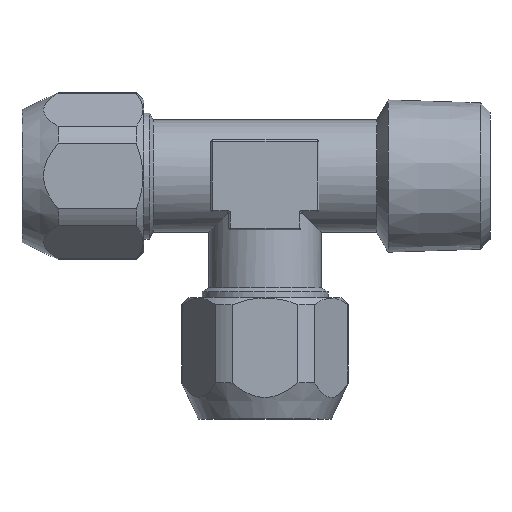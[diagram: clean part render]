
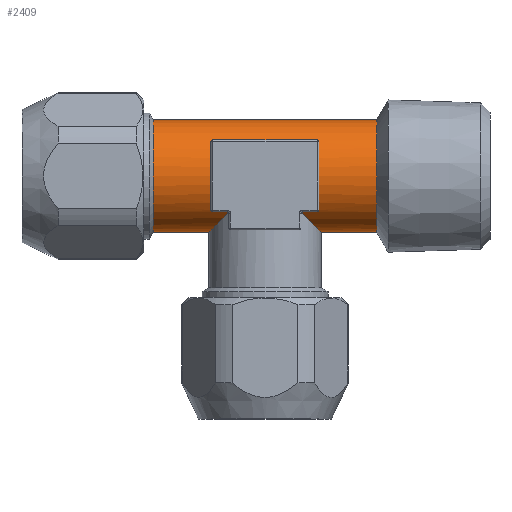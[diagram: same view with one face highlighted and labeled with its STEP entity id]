
A CAD part, top view. The second image highlights one B-rep face of the part: STEP entity #2409.
In plain terms, the highlighted cylindrical face has radius 6.25 mm (diameter 12.5 mm), a partial arc.
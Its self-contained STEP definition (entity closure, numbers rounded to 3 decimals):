
#88=CARTESIAN_POINT('',(4.059,-4.059,4.753));
#89=CARTESIAN_POINT('',(4.354,-4.354,4.501));
#90=CARTESIAN_POINT('',(4.885,-4.885,3.951));
#91=CARTESIAN_POINT('',(5.498,-5.498,3.037));
#92=CARTESIAN_POINT('',(5.935,-5.935,2.056));
#93=CARTESIAN_POINT('',(6.196,-6.196,1.019));
#94=CARTESIAN_POINT('',(6.25,-6.25,0.336));
#95=CARTESIAN_POINT('',(6.25,-6.25,0.));
#97=DIRECTION('',(-1.,0.,0.));
#98=VECTOR('',#97,11.6);
#99=CARTESIAN_POINT('',(5.8,4.,4.802));
#100=LINE('',#99,#98);
#101=CARTESIAN_POINT('',(-4.059,-4.059,4.753));
#102=CARTESIAN_POINT('',(-4.25,-4.25,4.59));
#103=CARTESIAN_POINT('',(-4.606,-4.606,4.245));
#104=CARTESIAN_POINT('',(-5.055,-5.055,3.698));
#105=CARTESIAN_POINT('',(-5.444,-5.444,3.099));
#106=CARTESIAN_POINT('',(-5.781,-5.781,2.419));
#107=CARTESIAN_POINT('',(-6.046,-6.046,1.654));
#108=CARTESIAN_POINT('',(-6.213,-6.213,
0.833));
#109=CARTESIAN_POINT('',(-6.25,-6.25,0.278));
#110=CARTESIAN_POINT('',(-6.25,-6.25,0.));
#116=DIRECTION('',(1.,0.,0.));
#117=VECTOR('',#116,6.162);
#118=CARTESIAN_POINT('',(6.25,-6.25,0.));
#119=LINE('',#118,#117);
#120=DIRECTION('',(-1.,0.,0.));
#121=VECTOR('',#120,24.825);
#122=CARTESIAN_POINT('',(12.412,6.25,0.));
#123=LINE('',#122,#121);
#124=DIRECTION('',(-1.,0.,0.));
#125=VECTOR('',#124,6.162);
#126=CARTESIAN_POINT('',(-6.25,-6.25,0.));
#127=LINE('',#126,#125);
#163=CARTESIAN_POINT('',(5.8,4.,4.802));
#164=CARTESIAN_POINT('',(5.826,4.,4.802));
#165=CARTESIAN_POINT('',(5.878,3.99,4.811));
#166=CARTESIAN_POINT('',(5.944,3.946,4.847));
#167=CARTESIAN_POINT('',(5.988,3.881,4.899));
#168=CARTESIAN_POINT('',(6.,3.828,4.941));
#169=CARTESIAN_POINT('',(6.,3.8,4.962));
#189=CARTESIAN_POINT('',(6.,0.,0.));
#190=DIRECTION('',(1.,0.,0.));
#191=DIRECTION('',(0.,0.608,0.794));
#192=AXIS2_PLACEMENT_3D('',#189,#190,#191);
#223=CARTESIAN_POINT('',(6.,-3.8,4.962));
#224=CARTESIAN_POINT('',(6.,-3.828,4.941));
#225=CARTESIAN_POINT('',(5.988,-3.881,4.899));
#226=CARTESIAN_POINT('',(5.944,-3.946,4.847));
#227=CARTESIAN_POINT('',(5.877,-3.99,4.811));
#228=CARTESIAN_POINT('',(5.826,-4.,4.802));
#229=CARTESIAN_POINT('',(5.8,-4.,4.802));
#249=DIRECTION('',(1.,0.,0.));
#250=VECTOR('',#249,1.6);
#251=CARTESIAN_POINT('',(4.2,-4.,4.802));
#252=LINE('',#251,#250);
#281=CARTESIAN_POINT('',(4.2,-4.,4.802));
#282=CARTESIAN_POINT('',(4.173,-4.,4.802));
#283=CARTESIAN_POINT('',(4.12,-4.011,4.793));
#284=CARTESIAN_POINT('',(4.077,-4.04,4.769));
#285=CARTESIAN_POINT('',(4.059,-4.059,4.753));
#495=CARTESIAN_POINT('',(-4.059,-4.059,4.753));
#496=CARTESIAN_POINT('',(-4.076,-4.041,4.768));
#497=CARTESIAN_POINT('',(-4.119,-4.012,4.793));
#498=CARTESIAN_POINT('',(-4.172,-4.,4.802));
#499=CARTESIAN_POINT('',(-4.2,-4.,4.802));
#523=DIRECTION('',(1.,0.,0.));
#524=VECTOR('',#523,1.6);
#525=CARTESIAN_POINT('',(-5.8,-4.,4.802));
#526=LINE('',#525,#524);
#555=CARTESIAN_POINT('',(-5.8,-4.,4.802));
#556=CARTESIAN_POINT('',(-5.836,-4.,4.802));
#557=CARTESIAN_POINT('',(-5.906,-3.98,4.819));
#558=CARTESIAN_POINT('',(-5.98,-3.906,4.88));
#559=CARTESIAN_POINT('',(-6.,-3.837,4.934));
#560=CARTESIAN_POINT('',(-6.,-3.8,4.962));
#579=CARTESIAN_POINT('',(-6.,0.,0.));
#580=DIRECTION('',(1.,0.,0.));
#581=DIRECTION('',(0.,0.608,0.794));
#582=AXIS2_PLACEMENT_3D('',#579,#580,#581);
#613=CARTESIAN_POINT('',(-6.,3.8,4.962));
#614=CARTESIAN_POINT('',(-6.,3.837,4.934));
#615=CARTESIAN_POINT('',(-5.98,3.905,4.88));
#616=CARTESIAN_POINT('',(-5.907,3.98,4.819));
#617=CARTESIAN_POINT('',(-5.836,4.,4.802));
#618=CARTESIAN_POINT('',(-5.8,4.,4.802));
#1329=CARTESIAN_POINT('',(12.412,0.,0.));
#1330=DIRECTION('',(1.,0.,0.));
#1331=DIRECTION('',(0.,1.,0.));
#1332=AXIS2_PLACEMENT_3D('',#1329,#1330,#1331);
#1819=CARTESIAN_POINT('',(-12.412,0.,0.));
#1820=DIRECTION('',(1.,0.,0.));
#1821=DIRECTION('',(0.,1.,0.));
#1822=AXIS2_PLACEMENT_3D('',#1819,#1820,#1821);
#1878=CARTESIAN_POINT('',(-12.412,6.25,0.));
#1879=CARTESIAN_POINT('',(-12.412,-6.25,0.));
#1880=VERTEX_POINT('',#1878);
#1881=VERTEX_POINT('',#1879);
#1986=CARTESIAN_POINT('',(-6.,3.8,4.962));
#1987=CARTESIAN_POINT('',(-6.,-3.8,4.962));
#1988=VERTEX_POINT('',#1986);
#1989=VERTEX_POINT('',#1987);
#1994=CARTESIAN_POINT('',(-5.8,-4.,4.802));
#1995=CARTESIAN_POINT('',(-4.2,-4.,4.802));
#1996=VERTEX_POINT('',#1994);
#1997=VERTEX_POINT('',#1995);
#2002=VERTEX_POINT('',#618);
#2008=VERTEX_POINT('',#101);
#2009=VERTEX_POINT('',#110);
#2035=CARTESIAN_POINT('',(12.412,6.25,0.));
#2036=CARTESIAN_POINT('',(12.412,-6.25,0.));
#2037=VERTEX_POINT('',#2035);
#2038=VERTEX_POINT('',#2036);
#2039=CARTESIAN_POINT('',(6.,3.8,4.962));
#2040=CARTESIAN_POINT('',(6.,-3.8,4.962));
#2041=VERTEX_POINT('',#2039);
#2042=VERTEX_POINT('',#2040);
#2047=CARTESIAN_POINT('',(4.2,-4.,4.802));
#2048=CARTESIAN_POINT('',(5.8,-4.,4.802));
#2049=VERTEX_POINT('',#2047);
#2050=VERTEX_POINT('',#2048);
#2055=VERTEX_POINT('',#285);
#2057=VERTEX_POINT('',#163);
#2059=VERTEX_POINT('',#95);
#2368=CARTESIAN_POINT('',(-29.713,0.,0.));
#2369=DIRECTION('',(1.,0.,0.));
#2370=DIRECTION('',(0.,-1.,0.));
#2371=AXIS2_PLACEMENT_3D('',#2368,#2369,#2370);
#2372=CYLINDRICAL_SURFACE('',#2371,6.25);
#2374=ORIENTED_EDGE('',*,*,#2373,.F.);
#2376=ORIENTED_EDGE('',*,*,#2375,.T.);
#2378=ORIENTED_EDGE('',*,*,#2377,.F.);
#2379=ORIENTED_EDGE('',*,*,#2342,.F.);
#2381=ORIENTED_EDGE('',*,*,#2380,.F.);
#2383=ORIENTED_EDGE('',*,*,#2382,.T.);
#2385=ORIENTED_EDGE('',*,*,#2384,.F.);
#2387=ORIENTED_EDGE('',*,*,#2386,.F.);
#2389=ORIENTED_EDGE('',*,*,#2388,.F.);
#2391=ORIENTED_EDGE('',*,*,#2390,.T.);
#2393=ORIENTED_EDGE('',*,*,#2392,.F.);
#2395=ORIENTED_EDGE('',*,*,#2394,.T.);
#2397=ORIENTED_EDGE('',*,*,#2396,.F.);
#2399=ORIENTED_EDGE('',*,*,#2398,.T.);
#2401=ORIENTED_EDGE('',*,*,#2400,.F.);
#2402=ORIENTED_EDGE('',*,*,#2350,.T.);
#2404=ORIENTED_EDGE('',*,*,#2403,.T.);
#2406=ORIENTED_EDGE('',*,*,#2405,.F.);
#2407=EDGE_LOOP('',(#2374,#2376,#2378,#2379,#2381,#2383,#2385,#2387,#2389,#2391,
#2393,#2395,#2397,#2399,#2401,#2402,#2404,#2406));
#2408=FACE_OUTER_BOUND('',#2407,.F.);
#2409=ADVANCED_FACE('',(#2408),#2372,.T.);
#96=B_SPLINE_CURVE_WITH_KNOTS('',3,(#88,#89,#90,#91,#92,#93,#94,#95),
.UNSPECIFIED.,.F.,.F.,(4,1,1,1,1,4),(0.,0.2,0.4,0.6,0.8,1.),
.UNSPECIFIED.);
#111=B_SPLINE_CURVE_WITH_KNOTS('',3,(#101,#102,#103,#104,#105,#106,#107,#108,
#109,#110),.UNSPECIFIED.,.F.,.F.,(4,1,1,1,1,1,1,4),(0.,0.143,
0.286,0.429,0.571,0.714,
0.857,1.),.UNSPECIFIED.);
#170=B_SPLINE_CURVE_WITH_KNOTS('',3,(#163,#164,#165,#166,#167,#168,#169),
.UNSPECIFIED.,.F.,.F.,(4,1,1,1,4),(0.,0.25,0.5,0.75,1.),
.UNSPECIFIED.);
#193=CIRCLE('',#192,6.25);
#230=B_SPLINE_CURVE_WITH_KNOTS('',3,(#223,#224,#225,#226,#227,#228,#229),
.UNSPECIFIED.,.F.,.F.,(4,1,1,1,4),(0.,0.25,0.5,0.75,1.),
.UNSPECIFIED.);
#286=B_SPLINE_CURVE_WITH_KNOTS('',3,(#281,#282,#283,#284,#285),.UNSPECIFIED.,
.F.,.F.,(4,1,4),(0.,0.5,1.),.UNSPECIFIED.);
#500=B_SPLINE_CURVE_WITH_KNOTS('',3,(#495,#496,#497,#498,#499),.UNSPECIFIED.,
.F.,.F.,(4,1,4),(0.,0.5,1.),.UNSPECIFIED.);
#561=B_SPLINE_CURVE_WITH_KNOTS('',3,(#555,#556,#557,#558,#559,#560),
.UNSPECIFIED.,.F.,.F.,(4,1,1,4),(0.,0.333,0.667,1.),
.UNSPECIFIED.);
#583=CIRCLE('',#582,6.25);
#619=B_SPLINE_CURVE_WITH_KNOTS('',3,(#613,#614,#615,#616,#617,#618),
.UNSPECIFIED.,.F.,.F.,(4,1,1,4),(0.,0.333,0.667,1.),
.UNSPECIFIED.);
#1333=CIRCLE('',#1332,6.25);
#1823=CIRCLE('',#1822,6.25);
#2342=EDGE_CURVE('',#2055,#2059,#96,.T.);
#2350=EDGE_CURVE('',#2008,#2009,#111,.T.);
#2373=EDGE_CURVE('',#2037,#1880,#123,.T.);
#2375=EDGE_CURVE('',#2037,#2038,#1333,.T.);
#2377=EDGE_CURVE('',#2059,#2038,#119,.T.);
#2380=EDGE_CURVE('',#2049,#2055,#286,.T.);
#2382=EDGE_CURVE('',#2049,#2050,#252,.T.);
#2384=EDGE_CURVE('',#2042,#2050,#230,.T.);
#2386=EDGE_CURVE('',#2041,#2042,#193,.T.);
#2388=EDGE_CURVE('',#2057,#2041,#170,.T.);
#2390=EDGE_CURVE('',#2057,#2002,#100,.T.);
#2392=EDGE_CURVE('',#1988,#2002,#619,.T.);
#2394=EDGE_CURVE('',#1988,#1989,#583,.T.);
#2396=EDGE_CURVE('',#1996,#1989,#561,.T.);
#2398=EDGE_CURVE('',#1996,#1997,#526,.T.);
#2400=EDGE_CURVE('',#2008,#1997,#500,.T.);
#2403=EDGE_CURVE('',#2009,#1881,#127,.T.);
#2405=EDGE_CURVE('',#1880,#1881,#1823,.T.);
